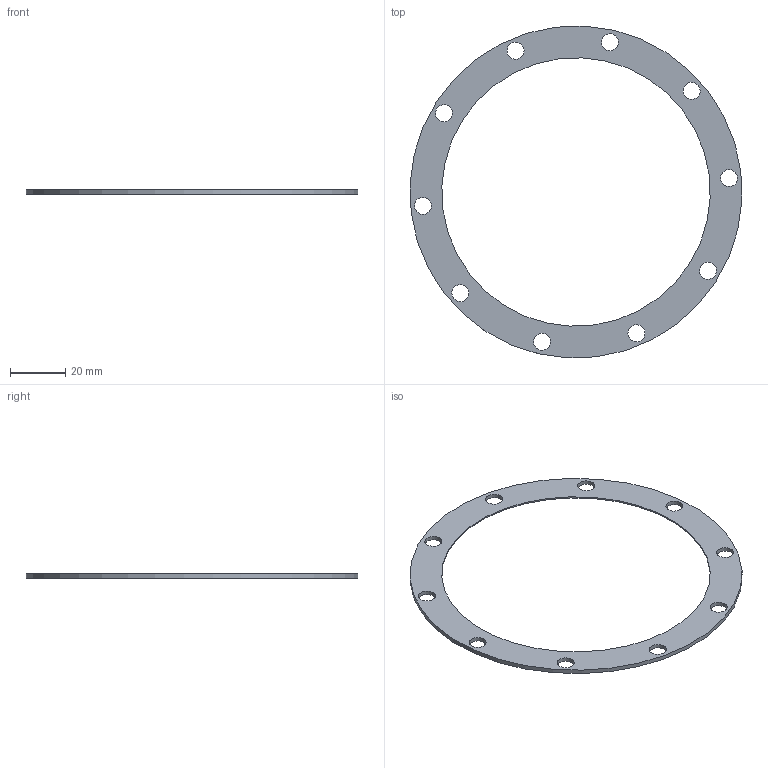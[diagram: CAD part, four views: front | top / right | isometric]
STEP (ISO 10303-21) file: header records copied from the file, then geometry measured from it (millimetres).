
FILE_DESCRIPTION(/* description */ (''),/* implementation_level */ '2;1');
FILE_NAME(/* name */ 'Bearingring.step',/* time_stamp */ '2024-09-26T14:39:35+02:00',/* author */ (''),/* organization */ (''),/* preprocessor_version */ 'ST-DEVELOPER v20',/* originating_system */ 'Autodesk Translation Framework v13.14.0.145',/* authorisation */ '');
FILE_SCHEMA (('AUTOMOTIVE_DESIGN { 1 0 10303 214 3 1 1 }'));
Length unit declared in the file: millimetre
Products named in the file (3): Samenstelling; Lagerring; Rotatieschijf
Assembly tree (2 placements, depth 2):
  Samenstelling
    Lagerring
    Rotatieschijf
Bounding box: 119.86 x 119.86 x 1.5 mm (x, y, z)
Volume: 5046.8 mm3; surface area: 8313.6 mm2
Topology: 1 solids, 1 shells, 15 faces, 38 edges, 25 vertices
Faces by surface type: cylinder 12, plane 2, cone 1
Full cylindrical faces by diameter (mm): 6.15 x10, 97 x1, 120 x1
Entity records: 593 total; most frequent: DIRECTION 103, CARTESIAN_POINT 83, ORIENTED_EDGE 76, AXIS2_PLACEMENT_3D 45, EDGE_CURVE 38, EDGE_LOOP 37, CIRCLE 25, VERTEX_POINT 25
